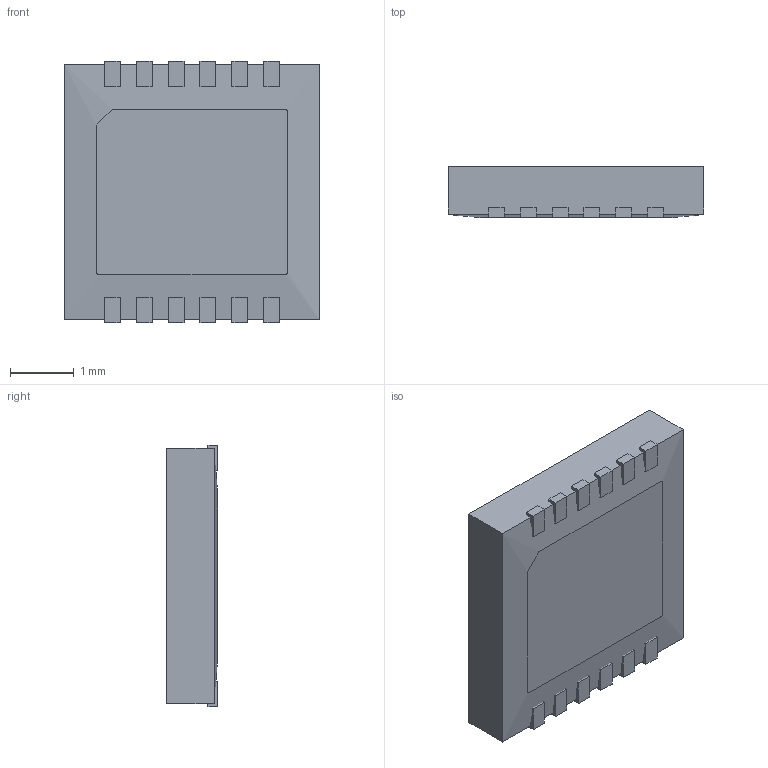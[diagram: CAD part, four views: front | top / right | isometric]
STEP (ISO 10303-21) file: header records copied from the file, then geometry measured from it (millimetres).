
FILE_DESCRIPTION (( 'STEP AP214' ), '1' );
FILE_NAME ( 'SON13P50_400X400X80L40X25T300X260.STEP', '2018-06-07T21:32:37', ( '' ), ( '' ), 'Part was generated with the free Library Expert Lite available at www.PCBLibraries.com. Removing line will violate the End User License Agreement.', '©2017 PCB Libraries, Inc.', '' );
FILE_SCHEMA (( 'AUTOMOTIVE_DESIGN' ));
Length unit declared in the file: millimetre
Products named in the file (1): SON13P50_400X400X80L40X25T300X260
Bounding box: 4 x 0.8 x 4.1 mm (x, y, z)
Volume: 12.2 mm3; surface area: 67.9 mm2
Topology: 14 solids, 14 shells, 124 faces, 282 edges, 188 vertices
Faces by surface type: plane 116, cylinder 6, torus 2
Entity records: 3919 total; most frequent: CARTESIAN_POINT 595, ORIENTED_EDGE 564, DIRECTION 550, EDGE_CURVE 282, VECTOR 264, LINE 264, VERTEX_POINT 188, AXIS2_PLACEMENT_3D 143
